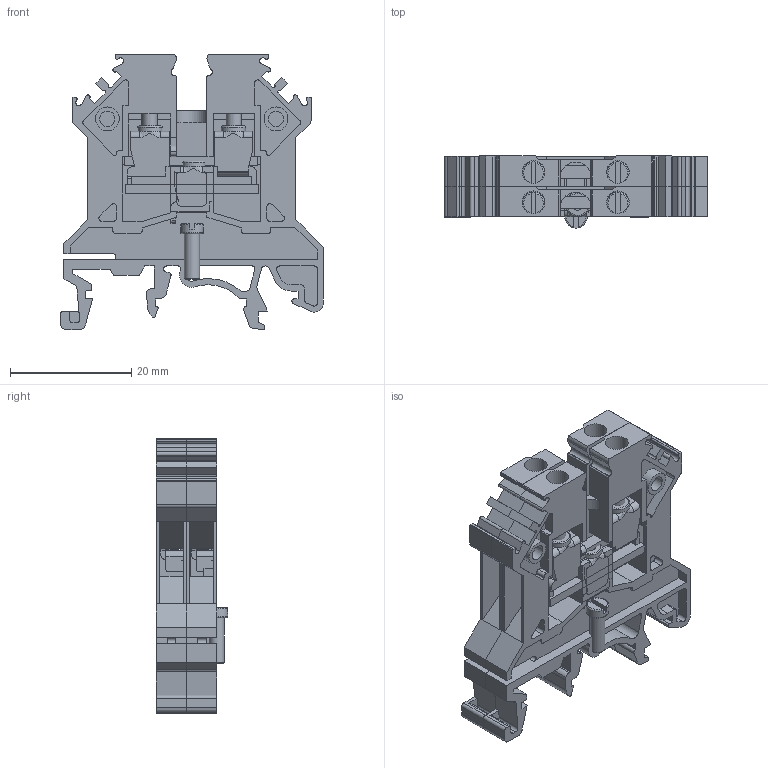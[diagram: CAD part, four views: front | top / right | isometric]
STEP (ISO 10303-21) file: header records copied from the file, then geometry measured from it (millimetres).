
FILE_DESCRIPTION( ( 'Unknown??????? ????????? ???????????' ), '1' );
FILE_NAME( 'CTT2.5UK.stp', 'Unknown', ( 'Unknown??????? ???????????? ????????????' ), ( 'Unknown' ), 'PSStep 14.0', 'Unknown', ' ' );
FILE_SCHEMA( ( 'AUTOMOTIVE_DESIGN { 1 0 10303 214 1 1 1 1 }' ) );
Length unit declared in the file: millimetre
Products named in the file (6): Assem1; CTT2.5U_1; Clamping Yoke; Current Bar; Screw; CTT2.5U_2
Bounding box: 43.38 x 11.85 x 45.4 mm (x, y, z)
Volume: 13572.8 mm3; surface area: 26313.8 mm2
Topology: 17 solids, 17 shells, 1903 faces, 5342 edges, 3528 vertices
Faces by surface type: plane 1247, cylinder 605, torus 20, revolution 16, bspline 10, cone 5
Full cylindrical faces by diameter (mm): 0.01 x4, 1.92 x5, 2.5 x5, 2.522 x8, 2.6 x8, 3.7 x5, 3.75 x8, 3.934 x12, 4 x5
Entity records: 34949 total; most frequent: CARTESIAN_POINT 5231, ORIENTED_EDGE 4772, DIRECTION 4697, EDGE_CURVE 2386, LINE 1803, VECTOR 1803, VERTEX_POINT 1597, AXIS2_PLACEMENT_3D 1443
